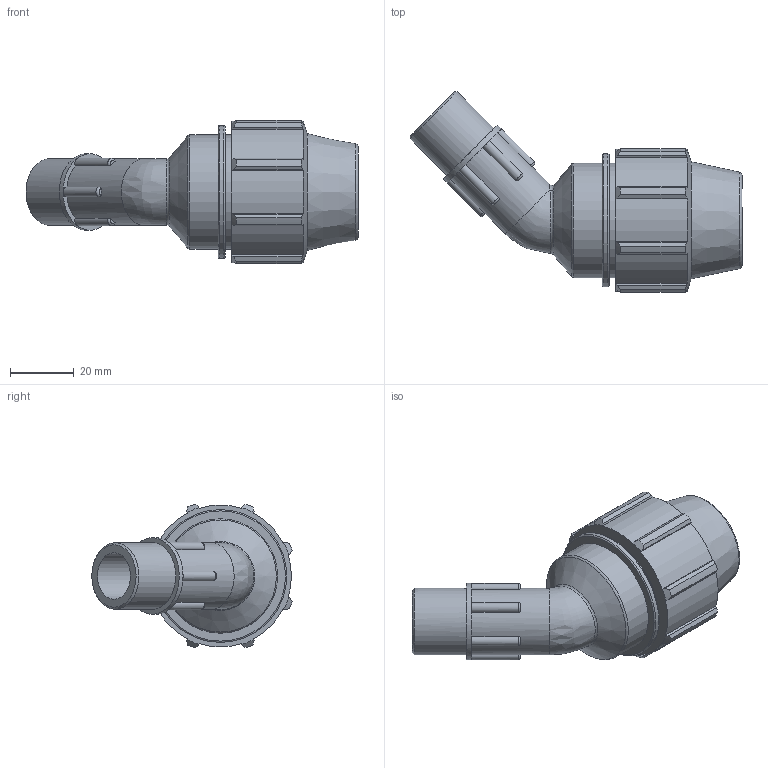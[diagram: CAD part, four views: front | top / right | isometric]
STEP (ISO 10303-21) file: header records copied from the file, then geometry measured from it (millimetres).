
FILE_DESCRIPTION(/* description */ ('PLASSON 45° ELBOW MALE ADAPTOR 20-1/2"'),/* implementation_level */ '2;1');
FILE_NAME(/* name */ '074500020005_184500020005_0745060200050A.ipt.stp',/* time_stamp */ '2017-06-06T17:16:55+03:00',/* author */ ('KIM'),/* organization */ (''),/* preprocessor_version */ 'ST-DEVELOPER v15.6',/* originating_system */ 'Autodesk Inventor 2015',/* authorisation */ '');
FILE_SCHEMA (('AUTOMOTIVE_DESIGN { 1 0 10303 214 3 1 1 }'));
Length unit declared in the file: millimetre
Products named in the file (1): 074500020005_184500020005_0745060200050A
Bounding box: 104.43 x 63.02 x 45.16 mm (x, y, z)
Volume: 61544.3 mm3; surface area: 20130.6 mm2
Topology: 1 solids, 1 shells, 111 faces, 292 edges, 189 vertices
Faces by surface type: plane 52, cylinder 31, cone 14, torus 11, bspline 3
Full cylindrical faces by diameter (mm): 14.668 x2, 20 x1, 20.955 x2, 24.098 x1, 36 x2, 41.76 x1
Entity records: 3671 total; most frequent: CARTESIAN_POINT 945, DIRECTION 546, ORIENTED_EDGE 532, EDGE_CURVE 266, AXIS2_PLACEMENT_3D 219, VERTEX_POINT 183, EDGE_LOOP 139, STYLED_ITEM 112
